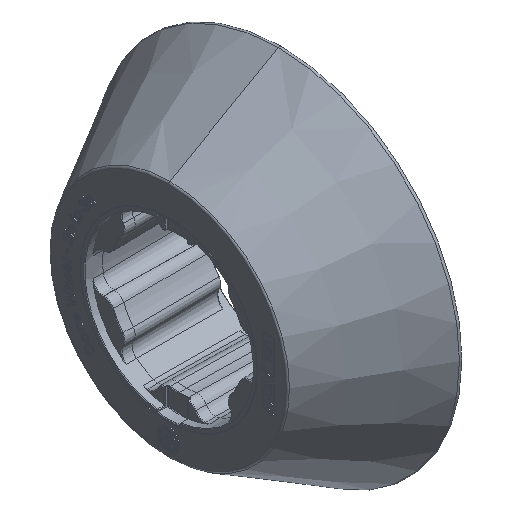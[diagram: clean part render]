
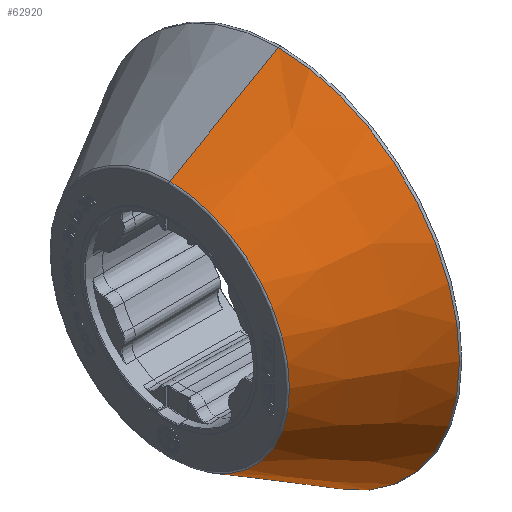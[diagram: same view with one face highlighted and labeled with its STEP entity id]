
A CAD part, isometric view. The second image highlights one B-rep face of the part: STEP entity #62920.
In plain terms, the highlighted conical face has half-angle 29.486 degrees and reference radius 31.586 mm.
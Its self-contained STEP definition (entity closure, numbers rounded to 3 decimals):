
#1546 = LINE ( 'NONE', #67744, #13197 ) ;
#1967 = CARTESIAN_POINT ( 'NONE',  ( -11.652, 0., -25.136 ) ) ;
#2091 = CARTESIAN_POINT ( 'NONE',  ( -11.652, 0., 0. ) ) ;
#4790 = EDGE_CURVE ( 'NONE', #35208, #55481, #30293, .T. ) ;
#6219 = DIRECTION ( 'NONE',  ( 1., 0., 0. ) ) ;
#7110 = ORIENTED_EDGE ( 'NONE', *, *, #4790, .T. ) ;
#8931 = CARTESIAN_POINT ( 'NONE',  ( 11.16, 0., -38.035 ) ) ;
#13197 = VECTOR ( 'NONE', #22205, 1000. ) ;
#13643 = DIRECTION ( 'NONE',  ( 0., 0., -1. ) ) ;
#14069 = VERTEX_POINT ( 'NONE', #65438 ) ;
#17307 = DIRECTION ( 'NONE',  ( 0., 0., -1. ) ) ;
#17793 = CARTESIAN_POINT ( 'NONE',  ( 11.16, 0., 0. ) ) ;
#18727 = DIRECTION ( 'NONE',  ( 1., 0., 0. ) ) ;
#22205 = DIRECTION ( 'NONE',  ( 0.87, 0., 0.492 ) ) ;
#22469 = CIRCLE ( 'NONE', #37431, 38.035 ) ;
#27723 = CARTESIAN_POINT ( 'NONE',  ( -11.652, 0., 25.136 ) ) ;
#30293 = CIRCLE ( 'NONE', #49960, 25.136 ) ;
#30348 = LINE ( 'NONE', #35095, #64117 ) ;
#32034 = CONICAL_SURFACE ( 'NONE', #51635, 31.586, 0.515 ) ;
#32926 = ORIENTED_EDGE ( 'NONE', *, *, #48823, .F. ) ;
#33956 = DIRECTION ( 'NONE',  ( 1., 0., 0. ) ) ;
#35095 = CARTESIAN_POINT ( 'NONE',  ( -0.246, 0., -31.586 ) ) ;
#35208 = VERTEX_POINT ( 'NONE', #27723 ) ;
#35803 = DIRECTION ( 'NONE',  ( 0.87, 0., -0.492 ) ) ;
#37431 = AXIS2_PLACEMENT_3D ( 'NONE', #17793, #6219, #45997 ) ;
#37682 = ORIENTED_EDGE ( 'NONE', *, *, #51220, .F. ) ;
#41848 = CARTESIAN_POINT ( 'NONE',  ( -0.246, 0., 0. ) ) ;
#43566 = EDGE_LOOP ( 'NONE', ( #32926, #7110, #59166, #37682 ) ) ;
#45997 = DIRECTION ( 'NONE',  ( 0., 0., -1. ) ) ;
#47612 = FACE_OUTER_BOUND ( 'NONE', #43566, .T. ) ;
#48823 = EDGE_CURVE ( 'NONE', #35208, #14069, #1546, .T. ) ;
#49960 = AXIS2_PLACEMENT_3D ( 'NONE', #2091, #33956, #17307 ) ;
#51220 = EDGE_CURVE ( 'NONE', #14069, #65597, #22469, .T. ) ;
#51635 = AXIS2_PLACEMENT_3D ( 'NONE', #41848, #18727, #13643 ) ;
#55481 = VERTEX_POINT ( 'NONE', #1967 ) ;
#57244 = EDGE_CURVE ( 'NONE', #55481, #65597, #30348, .T. ) ;
#59166 = ORIENTED_EDGE ( 'NONE', *, *, #57244, .T. ) ;
#62920 = ADVANCED_FACE ( 'NONE', ( #47612 ), #32034, .T. ) ;
#64117 = VECTOR ( 'NONE', #35803, 1000. ) ;
#65438 = CARTESIAN_POINT ( 'NONE',  ( 11.16, 0., 38.035 ) ) ;
#65597 = VERTEX_POINT ( 'NONE', #8931 ) ;
#67744 = CARTESIAN_POINT ( 'NONE',  ( -0.246, 0., 31.586 ) ) ;
